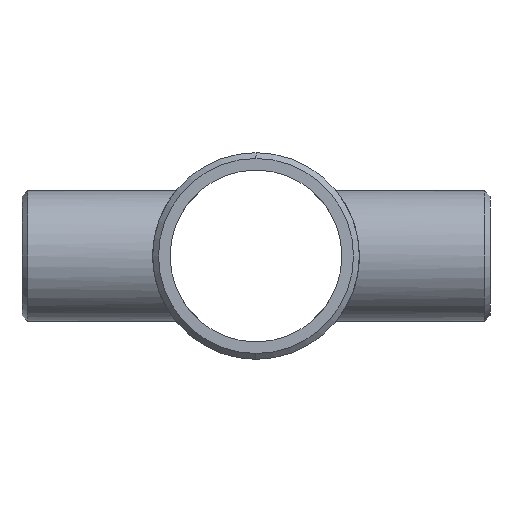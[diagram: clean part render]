
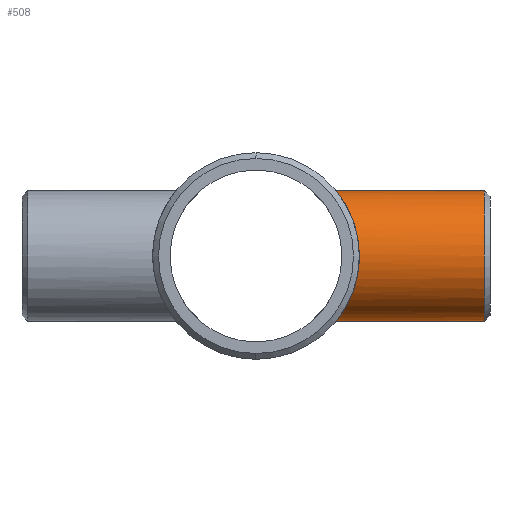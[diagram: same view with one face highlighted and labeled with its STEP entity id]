
A CAD part, left-side view. The second image highlights one B-rep face of the part: STEP entity #508.
In plain terms, the highlighted cylindrical face has radius 13.335 mm (diameter 26.67 mm), a partial arc.
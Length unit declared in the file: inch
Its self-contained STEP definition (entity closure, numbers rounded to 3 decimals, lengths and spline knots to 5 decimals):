
#13 = CARTESIAN_POINT ( 'NONE',  ( 0., -1.88, 0. ) ) ;
#16 = CARTESIAN_POINT ( 'NONE',  ( -0.39359, -0.75373, 0.34784 ) ) ;
#26 = CARTESIAN_POINT ( 'NONE',  ( 0., -1.88, 0.525 ) ) ;
#35 = CARTESIAN_POINT ( 'NONE',  ( -0.14012, -0.65709, -0.50716 ) ) ;
#49 = VERTEX_POINT ( 'NONE', #913 ) ;
#89 = EDGE_CURVE ( 'NONE', #855, #203, #333, .T. ) ;
#94 = CYLINDRICAL_SURFACE ( 'NONE', #287, 0.525 ) ;
#97 = CARTESIAN_POINT ( 'NONE',  ( 0., -1.83333, 0.525 ) ) ;
#118 = EDGE_CURVE ( 'NONE', #49, #1065, #145, .T. ) ;
#120 = ORIENTED_EDGE ( 'NONE', *, *, #323, .F. ) ;
#122 = CARTESIAN_POINT ( 'NONE',  ( -0.52158, -0.82782, -0.06946 ) ) ;
#125 = LINE ( 'NONE', #26, #820 ) ;
#145 = CIRCLE ( 'NONE', #741, 0.525 ) ;
#176 = ORIENTED_EDGE ( 'NONE', *, *, #696, .T. ) ;
#184 = CARTESIAN_POINT ( 'NONE',  ( -0.03557, -0.64286, 0.525 ) ) ;
#195 = CARTESIAN_POINT ( 'NONE',  ( -0.26593, -0.69524, -0.45389 ) ) ;
#200 = CARTESIAN_POINT ( 'NONE',  ( -0.35901, -0.73625, -0.38343 ) ) ;
#203 = VERTEX_POINT ( 'NONE', #806 ) ;
#206 = CARTESIAN_POINT ( 'NONE',  ( -0.41592, -0.76552, -0.32215 ) ) ;
#225 = EDGE_LOOP ( 'NONE', ( #440, #176, #417, #120 ) ) ;
#275 = CARTESIAN_POINT ( 'NONE',  ( -0.30737, -0.71246, -0.42594 ) ) ;
#280 = LINE ( 'NONE', #598, #1056 ) ;
#285 = CARTESIAN_POINT ( 'NONE',  ( -0.49638, -0.81219, -0.17186 ) ) ;
#287 = AXIS2_PLACEMENT_3D ( 'NONE', #13, #950, #690 ) ;
#299 = CARTESIAN_POINT ( 'NONE',  ( -0.17305, -0.66506, -0.49686 ) ) ;
#323 = EDGE_CURVE ( 'NONE', #49, #203, #280, .T. ) ;
#333 = B_SPLINE_CURVE_WITH_KNOTS ( 'NONE', 3,
 ( #760, #184, #778, #1101, #334, #1013, #590, #772, #514, #346, #606, #438, #16, #953, #353, #687, #1032, #448, #702, #724, #539, #790, #383, #1039, #122, #889, #958, #285, #629, #464, #715, #1066, #460, #206, #623, #200, #883, #962, #275, #195, #973, #299, #35, #533, #618, #871 ),
 .UNSPECIFIED., .F., .F.,
 ( 4, 2, 2, 2, 2, 2, 2, 2, 2, 2, 2, 2, 2, 2, 2, 2, 2, 2, 2, 2, 2, 2, 4 ),
 ( 0.0429, 0.04558, 0.04692, 0.04825, 0.05093, 0.0536, 0.05494, 0.05628, 0.05895, 0.06162, 0.06296, 0.0643, 0.06697, 0.06831, 0.06965, 0.07098, 0.07232, 0.07499, 0.07633, 0.07767, 0.08034, 0.08302, 0.08569 ),
 .UNSPECIFIED. ) ;
#334 = CARTESIAN_POINT ( 'NONE',  ( -0.13908, -0.65754, 0.50654 ) ) ;
#346 = CARTESIAN_POINT ( 'NONE',  ( -0.32088, -0.71805, 0.41687 ) ) ;
#353 = CARTESIAN_POINT ( 'NONE',  ( -0.42497, -0.77059, 0.30872 ) ) ;
#383 = CARTESIAN_POINT ( 'NONE',  ( -0.52496, -0.82998, 0.01875 ) ) ;
#417 = ORIENTED_EDGE ( 'NONE', *, *, #89, .T. ) ;
#438 = CARTESIAN_POINT ( 'NONE',  ( -0.38223, -0.74784, 0.36029 ) ) ;
#440 = ORIENTED_EDGE ( 'NONE', *, *, #118, .T. ) ;
#448 = CARTESIAN_POINT ( 'NONE',  ( -0.49677, -0.81237, 0.17335 ) ) ;
#460 = CARTESIAN_POINT ( 'NONE',  ( -0.44435, -0.78145, -0.28012 ) ) ;
#464 = CARTESIAN_POINT ( 'NONE',  ( -0.47707, -0.80052, -0.21984 ) ) ;
#508 = ADVANCED_FACE ( 'NONE', ( #781 ), #94, .T. ) ;
#514 = CARTESIAN_POINT ( 'NONE',  ( -0.26538, -0.69503, 0.45422 ) ) ;
#533 = CARTESIAN_POINT ( 'NONE',  ( -0.07164, -0.64596, -0.52126 ) ) ;
#539 = CARTESIAN_POINT ( 'NONE',  ( -0.52035, -0.82707, 0.0719 ) ) ;
#590 = CARTESIAN_POINT ( 'NONE',  ( -0.18823, -0.66969, 0.49039 ) ) ;
#598 = CARTESIAN_POINT ( 'NONE',  ( 0., -1.88, -0.525 ) ) ;
#606 = CARTESIAN_POINT ( 'NONE',  ( -0.34657, -0.73004, 0.39578 ) ) ;
#611 = DIRECTION ( 'NONE',  ( 0., 1., 0. ) ) ;
#618 = CARTESIAN_POINT ( 'NONE',  ( -0.03572, -0.64286, -0.525 ) ) ;
#623 = CARTESIAN_POINT ( 'NONE',  ( -0.3946, -0.75403, -0.34791 ) ) ;
#629 = CARTESIAN_POINT ( 'NONE',  ( -0.49044, -0.80857, -0.18812 ) ) ;
#642 = CARTESIAN_POINT ( 'NONE',  ( 0., -0.64286, 0.525 ) ) ;
#687 = CARTESIAN_POINT ( 'NONE',  ( -0.45321, -0.7864, 0.26712 ) ) ;
#690 = DIRECTION ( 'NONE',  ( 0., 0., -1. ) ) ;
#696 = EDGE_CURVE ( 'NONE', #1065, #855, #125, .T. ) ;
#702 = CARTESIAN_POINT ( 'NONE',  ( -0.50709, -0.81877, 0.14033 ) ) ;
#715 = CARTESIAN_POINT ( 'NONE',  ( -0.46963, -0.7961, -0.23531 ) ) ;
#724 = CARTESIAN_POINT ( 'NONE',  ( -0.51766, -0.82537, 0.08921 ) ) ;
#741 = AXIS2_PLACEMENT_3D ( 'NONE', #877, #1058, #794 ) ;
#760 = CARTESIAN_POINT ( 'NONE',  ( 0., -0.64286, 0.525 ) ) ;
#772 = CARTESIAN_POINT ( 'NONE',  ( -0.23534, -0.68393, 0.47053 ) ) ;
#778 = CARTESIAN_POINT ( 'NONE',  ( -0.0705, -0.64583, 0.52142 ) ) ;
#781 = FACE_OUTER_BOUND ( 'NONE', #225, .T. ) ;
#790 = CARTESIAN_POINT ( 'NONE',  ( -0.52401, -0.82937, 0.03672 ) ) ;
#794 = DIRECTION ( 'NONE',  ( 0., 0., -1. ) ) ;
#806 = CARTESIAN_POINT ( 'NONE',  ( 0., -0.64286, -0.525 ) ) ;
#820 = VECTOR ( 'NONE', #971, 39.37008 ) ;
#855 = VERTEX_POINT ( 'NONE', #642 ) ;
#871 = CARTESIAN_POINT ( 'NONE',  ( 0., -0.64286, -0.525 ) ) ;
#877 = CARTESIAN_POINT ( 'NONE',  ( 0., -1.83333, 0. ) ) ;
#883 = CARTESIAN_POINT ( 'NONE',  ( -0.34651, -0.73022, -0.39476 ) ) ;
#889 = CARTESIAN_POINT ( 'NONE',  ( -0.5111, -0.82128, -0.12127 ) ) ;
#913 = CARTESIAN_POINT ( 'NONE',  ( 0., -1.83333, -0.525 ) ) ;
#950 = DIRECTION ( 'NONE',  ( 0., 1., 0. ) ) ;
#953 = CARTESIAN_POINT ( 'NONE',  ( -0.41493, -0.76509, 0.32208 ) ) ;
#958 = CARTESIAN_POINT ( 'NONE',  ( -0.50671, -0.81854, -0.13849 ) ) ;
#962 = CARTESIAN_POINT ( 'NONE',  ( -0.32072, -0.71833, -0.41598 ) ) ;
#971 = DIRECTION ( 'NONE',  ( 0., 1., 0. ) ) ;
#973 = CARTESIAN_POINT ( 'NONE',  ( -0.23647, -0.68431, -0.46999 ) ) ;
#1013 = CARTESIAN_POINT ( 'NONE',  ( -0.17214, -0.66532, 0.49628 ) ) ;
#1032 = CARTESIAN_POINT ( 'NONE',  ( -0.46958, -0.79603, 0.23734 ) ) ;
#1039 = CARTESIAN_POINT ( 'NONE',  ( -0.52507, -0.83004, -0.03445 ) ) ;
#1056 = VECTOR ( 'NONE', #611, 39.37008 ) ;
#1058 = DIRECTION ( 'NONE',  ( 0., 1., 0. ) ) ;
#1065 = VERTEX_POINT ( 'NONE', #97 ) ;
#1066 = CARTESIAN_POINT ( 'NONE',  ( -0.45327, -0.78656, -0.26546 ) ) ;
#1101 = CARTESIAN_POINT ( 'NONE',  ( -0.12201, -0.65412, 0.51093 ) ) ;
